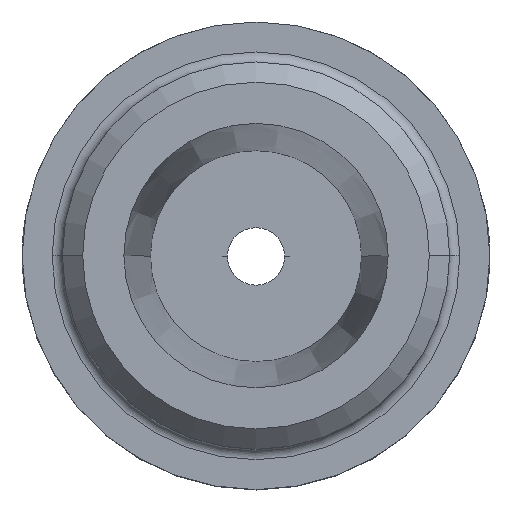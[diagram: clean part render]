
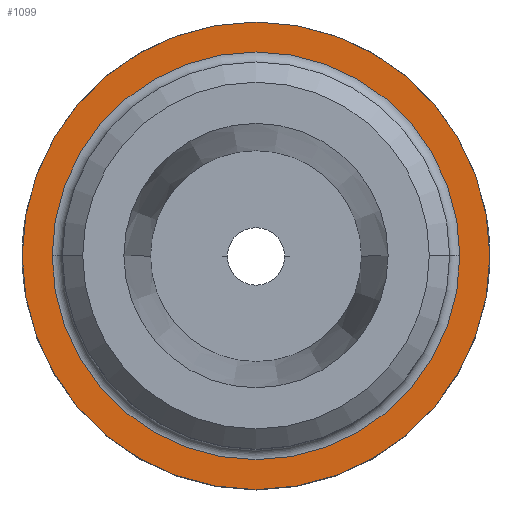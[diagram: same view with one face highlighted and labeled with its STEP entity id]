
A CAD part, top view. The second image highlights one B-rep face of the part: STEP entity #1099.
In plain terms, the highlighted planar face has unit normal (0, 0, 1).
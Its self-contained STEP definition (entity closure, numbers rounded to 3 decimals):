
#15 = EDGE_LOOP ( 'NONE', ( #1383, #884 ) ) ;
#51 = DIRECTION ( 'NONE',  ( -1., 0., 0. ) ) ;
#56 = FACE_OUTER_BOUND ( 'NONE', #15, .T. ) ;
#211 = AXIS2_PLACEMENT_3D ( 'NONE', #1150, #857, #1725 ) ;
#290 = ORIENTED_EDGE ( 'NONE', *, *, #995, .T. ) ;
#296 = ORIENTED_EDGE ( 'NONE', *, *, #304, .T. ) ;
#304 = EDGE_CURVE ( 'NONE', #1853, #1540, #1168, .T. ) ;
#322 = AXIS2_PLACEMENT_3D ( 'NONE', #598, #1327, #1469 ) ;
#386 = CARTESIAN_POINT ( 'NONE',  ( -23., 0., 22. ) ) ;
#403 = DIRECTION ( 'NONE',  ( 0., 0., -1. ) ) ;
#407 = CARTESIAN_POINT ( 'NONE',  ( -20.05, 0., 22. ) ) ;
#535 = DIRECTION ( 'NONE',  ( -1., 0., 0. ) ) ;
#598 = CARTESIAN_POINT ( 'NONE',  ( 0., 0., 22. ) ) ;
#611 = DIRECTION ( 'NONE',  ( -1., 0., 0. ) ) ;
#626 = AXIS2_PLACEMENT_3D ( 'NONE', #853, #403, #535 ) ;
#667 = AXIS2_PLACEMENT_3D ( 'NONE', #913, #752, #611 ) ;
#668 = EDGE_LOOP ( 'NONE', ( #290, #296 ) ) ;
#752 = DIRECTION ( 'NONE',  ( 0., 0., -1. ) ) ;
#779 = EDGE_CURVE ( 'NONE', #1538, #1321, #865, .T. ) ;
#824 = FACE_BOUND ( 'NONE', #668, .T. ) ;
#853 = CARTESIAN_POINT ( 'NONE',  ( 0., 0., 22. ) ) ;
#857 = DIRECTION ( 'NONE',  ( 0., 0., -1. ) ) ;
#865 = CIRCLE ( 'NONE', #667, 23. ) ;
#884 = ORIENTED_EDGE ( 'NONE', *, *, #779, .F. ) ;
#889 = PLANE ( 'NONE',  #322 ) ;
#913 = CARTESIAN_POINT ( 'NONE',  ( 0., 0., 22. ) ) ;
#995 = EDGE_CURVE ( 'NONE', #1540, #1853, #1763, .T. ) ;
#1099 = ADVANCED_FACE ( 'NONE', ( #824, #56 ), #889, .F. ) ;
#1116 = CARTESIAN_POINT ( 'NONE',  ( 23., 0., 22. ) ) ;
#1150 = CARTESIAN_POINT ( 'NONE',  ( 0., 0., 22. ) ) ;
#1168 = CIRCLE ( 'NONE', #626, 20.05 ) ;
#1218 = DIRECTION ( 'NONE',  ( 0., 0., -1. ) ) ;
#1242 = CARTESIAN_POINT ( 'NONE',  ( 20.05, 0., 22. ) ) ;
#1257 = CIRCLE ( 'NONE', #1665, 23. ) ;
#1321 = VERTEX_POINT ( 'NONE', #386 ) ;
#1327 = DIRECTION ( 'NONE',  ( 0., 0., -1. ) ) ;
#1349 = CARTESIAN_POINT ( 'NONE',  ( 0., 0., 22. ) ) ;
#1383 = ORIENTED_EDGE ( 'NONE', *, *, #1758, .F. ) ;
#1469 = DIRECTION ( 'NONE',  ( -1., 0., 0. ) ) ;
#1538 = VERTEX_POINT ( 'NONE', #1116 ) ;
#1540 = VERTEX_POINT ( 'NONE', #407 ) ;
#1665 = AXIS2_PLACEMENT_3D ( 'NONE', #1349, #1218, #51 ) ;
#1725 = DIRECTION ( 'NONE',  ( -1., 0., 0. ) ) ;
#1758 = EDGE_CURVE ( 'NONE', #1321, #1538, #1257, .T. ) ;
#1763 = CIRCLE ( 'NONE', #211, 20.05 ) ;
#1853 = VERTEX_POINT ( 'NONE', #1242 ) ;
